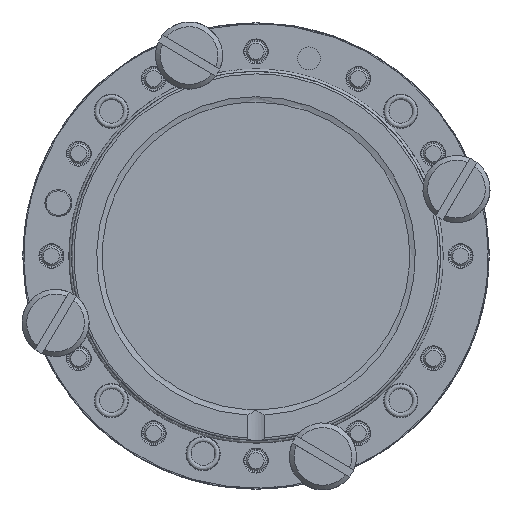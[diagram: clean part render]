
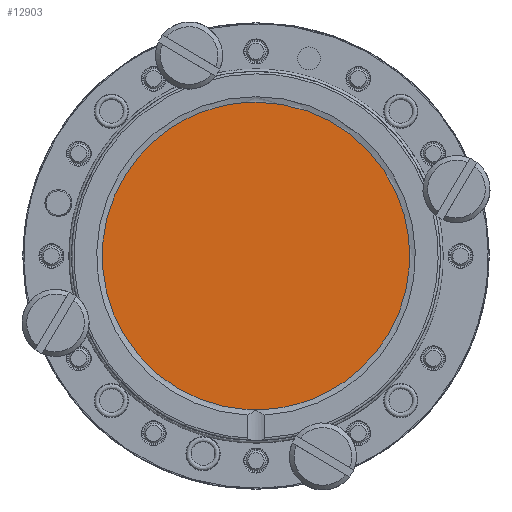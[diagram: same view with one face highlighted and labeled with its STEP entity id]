
A CAD part, front view. The second image highlights one B-rep face of the part: STEP entity #12903.
In plain terms, the highlighted planar face has unit normal (0, -1, 0).
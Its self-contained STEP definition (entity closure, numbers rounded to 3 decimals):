
#1152 = CARTESIAN_POINT ( 'NONE',  ( -91.683, -17.6, 45.842 ) ) ;
#1940 = CARTESIAN_POINT ( 'NONE',  ( 0., -17.6, 0. ) ) ;
#3300 = FACE_OUTER_BOUND ( 'NONE', #7836, .T. ) ;
#4222 = AXIS2_PLACEMENT_3D ( 'NONE', #1940, #35152, #16511 ) ;
#7836 = EDGE_LOOP ( 'NONE', ( #21971 ) ) ;
#12903 = ADVANCED_FACE ( 'NONE', ( #3300 ), #20100, .F. ) ;
#16511 = DIRECTION ( 'NONE',  ( 0., 0., 1. ) ) ;
#17624 =( BOUNDED_CURVE ( )  B_SPLINE_CURVE ( 3, ( #23690, #23043, #23373, #30282, #45466, #1152, #37747 ),
 .UNSPECIFIED., .T., .T. ) 
 B_SPLINE_CURVE_WITH_KNOTS ( ( 4, 3, 4 ),
 ( 0., 0.5, 1. ),
 .UNSPECIFIED. ) 
 CURVE ( )  GEOMETRIC_REPRESENTATION_ITEM ( )  RATIONAL_B_SPLINE_CURVE ( ( 1., 0.333, 0.333, 1., 0.333, 0.333, 1. ) ) 
 REPRESENTATION_ITEM ( '' )  );
#20100 = PLANE ( 'NONE',  #4222 ) ;
#21971 = ORIENTED_EDGE ( 'NONE', *, *, #45461, .F. ) ;
#23043 = CARTESIAN_POINT ( 'NONE',  ( 91.683, -17.6, 45.842 ) ) ;
#23373 = CARTESIAN_POINT ( 'NONE',  ( 91.683, -17.6, -45.842 ) ) ;
#23690 = CARTESIAN_POINT ( 'NONE',  ( 0., -17.6, 45.842 ) ) ;
#26611 = CARTESIAN_POINT ( 'NONE',  ( 0., -17.6, 45.842 ) ) ;
#30282 = CARTESIAN_POINT ( 'NONE',  ( 0., -17.6, -45.842 ) ) ;
#35152 = DIRECTION ( 'NONE',  ( 0., 1., 0. ) ) ;
#35354 = VERTEX_POINT ( 'NONE', #26611 ) ;
#37747 = CARTESIAN_POINT ( 'NONE',  ( 0., -17.6, 45.842 ) ) ;
#45461 = EDGE_CURVE ( 'NONE', #35354, #35354, #17624, .T. ) ;
#45466 = CARTESIAN_POINT ( 'NONE',  ( -91.683, -17.6, -45.842 ) ) ;
